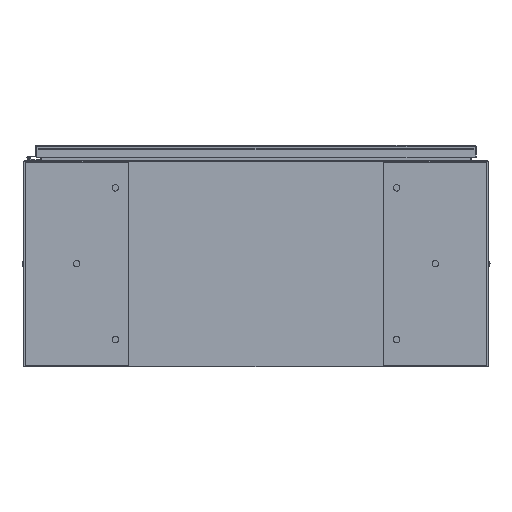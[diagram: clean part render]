
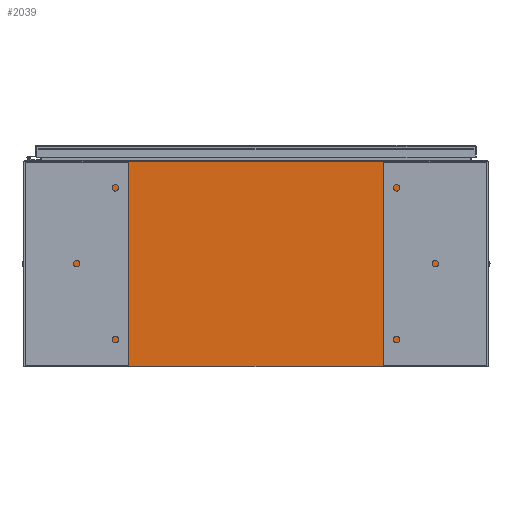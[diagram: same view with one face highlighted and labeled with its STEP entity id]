
A CAD part, front view. The second image highlights one B-rep face of the part: STEP entity #2039.
In plain terms, the highlighted face is planar.
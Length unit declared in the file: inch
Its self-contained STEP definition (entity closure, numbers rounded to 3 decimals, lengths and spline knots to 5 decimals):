
#357 = AXIS2_PLACEMENT_3D ( 'NONE', #69557, #36914, #4103 ) ;
#923 = CIRCLE ( 'NONE', #34056, 0.01867 ) ;
#1770 = VERTEX_POINT ( 'NONE', #59631 ) ;
#2039 = ADVANCED_FACE ( 'NONE', ( #43657 ), #55657, .F. ) ;
#2055 = LINE ( 'NONE', #42984, #13289 ) ;
#3124 = CARTESIAN_POINT ( 'NONE',  ( -17.9253, 0., -7.9253 ) ) ;
#3975 = CARTESIAN_POINT ( 'NONE',  ( 16.65588, 0., 7.87495 ) ) ;
#4103 = DIRECTION ( 'NONE',  ( 0., 0., -1. ) ) ;
#4907 = CARTESIAN_POINT ( 'NONE',  ( 17.9253, 0., 7.9253 ) ) ;
#6369 = ORIENTED_EDGE ( 'NONE', *, *, #70181, .F. ) ;
#6528 = CARTESIAN_POINT ( 'NONE',  ( 16.6372, 0., 7.87495 ) ) ;
#7006 = EDGE_CURVE ( 'NONE', #1770, #25965, #923, .T. ) ;
#7124 = VECTOR ( 'NONE', #10097, 39.37008 ) ;
#7480 = CARTESIAN_POINT ( 'NONE',  ( -16.6372, 0., 7.87495 ) ) ;
#7501 = CIRCLE ( 'NONE', #357, 0.01867 ) ;
#7662 = EDGE_CURVE ( 'NONE', #9552, #10494, #70906, .T. ) ;
#9552 = VERTEX_POINT ( 'NONE', #3124 ) ;
#10063 = VECTOR ( 'NONE', #69550, 39.37008 ) ;
#10097 = DIRECTION ( 'NONE',  ( 0., 0., -1. ) ) ;
#10271 = DIRECTION ( 'NONE',  ( 0., 0., -1. ) ) ;
#10303 = VERTEX_POINT ( 'NONE', #62790 ) ;
#10494 = VERTEX_POINT ( 'NONE', #14097 ) ;
#11839 = VECTOR ( 'NONE', #57252, 39.37008 ) ;
#12726 = VECTOR ( 'NONE', #52649, 39.37008 ) ;
#12915 = VECTOR ( 'NONE', #68823, 39.37008 ) ;
#13289 = VECTOR ( 'NONE', #10271, 39.37008 ) ;
#14045 = ORIENTED_EDGE ( 'NONE', *, *, #56385, .F. ) ;
#14097 = CARTESIAN_POINT ( 'NONE',  ( -17.9253, 0., 7.9253 ) ) ;
#14448 = VERTEX_POINT ( 'NONE', #54485 ) ;
#14847 = VERTEX_POINT ( 'NONE', #7480 ) ;
#16184 = CARTESIAN_POINT ( 'NONE',  ( -16.67455, 0., 7.87495 ) ) ;
#16363 = CARTESIAN_POINT ( 'NONE',  ( -16.67455, 0., 7.9253 ) ) ;
#16424 = VECTOR ( 'NONE', #33766, 39.37008 ) ;
#17778 = EDGE_CURVE ( 'NONE', #21878, #28549, #2055, .T. ) ;
#19569 = EDGE_CURVE ( 'NONE', #28549, #9552, #61665, .T. ) ;
#21702 = LINE ( 'NONE', #48250, #7124 ) ;
#21878 = VERTEX_POINT ( 'NONE', #4907 ) ;
#23083 = DIRECTION ( 'NONE',  ( 1., 0., 0. ) ) ;
#23731 = ORIENTED_EDGE ( 'NONE', *, *, #7662, .T. ) ;
#23777 = EDGE_CURVE ( 'NONE', #24268, #21878, #37885, .T. ) ;
#24268 = VERTEX_POINT ( 'NONE', #36154 ) ;
#25164 = DIRECTION ( 'NONE',  ( 0., 0., -1. ) ) ;
#25320 = DIRECTION ( 'NONE',  ( 0., 0., -1. ) ) ;
#25476 = ORIENTED_EDGE ( 'NONE', *, *, #35764, .F. ) ;
#25524 = CARTESIAN_POINT ( 'NONE',  ( -16.67455, 0., 0. ) ) ;
#25965 = VERTEX_POINT ( 'NONE', #6528 ) ;
#26321 = ORIENTED_EDGE ( 'NONE', *, *, #52775, .T. ) ;
#27010 = EDGE_LOOP ( 'NONE', ( #14045, #57755, #36631, #37741, #6369, #48565, #25476, #27924, #66762, #67677, #23731, #26321 ) ) ;
#27507 = EDGE_CURVE ( 'NONE', #14847, #51488, #7501, .T. ) ;
#27633 = LINE ( 'NONE', #51567, #54843 ) ;
#27924 = ORIENTED_EDGE ( 'NONE', *, *, #23777, .T. ) ;
#28549 = VERTEX_POINT ( 'NONE', #45784 ) ;
#33766 = DIRECTION ( 'NONE',  ( -1., 0., 0. ) ) ;
#34056 = AXIS2_PLACEMENT_3D ( 'NONE', #3975, #37163, #63127 ) ;
#35253 = VECTOR ( 'NONE', #25164, 39.37008 ) ;
#35666 = CARTESIAN_POINT ( 'NONE',  ( 16.6372, 0., 0. ) ) ;
#35764 = EDGE_CURVE ( 'NONE', #24268, #1770, #49659, .T. ) ;
#35903 = DIRECTION ( 'NONE',  ( 0., -1., 0. ) ) ;
#36154 = CARTESIAN_POINT ( 'NONE',  ( 16.67455, 0., 7.9253 ) ) ;
#36631 = ORIENTED_EDGE ( 'NONE', *, *, #55310, .F. ) ;
#36914 = DIRECTION ( 'NONE',  ( 0., 1., 0. ) ) ;
#37163 = DIRECTION ( 'NONE',  ( 0., 1., 0. ) ) ;
#37450 = LINE ( 'NONE', #58516, #10063 ) ;
#37741 = ORIENTED_EDGE ( 'NONE', *, *, #64819, .T. ) ;
#37885 = LINE ( 'NONE', #50652, #50588 ) ;
#42984 = CARTESIAN_POINT ( 'NONE',  ( 17.9253, 0., 7.9253 ) ) ;
#43642 = CARTESIAN_POINT ( 'NONE',  ( -17.9253, 0., 7.9253 ) ) ;
#43657 = FACE_OUTER_BOUND ( 'NONE', #27010, .T. ) ;
#45784 = CARTESIAN_POINT ( 'NONE',  ( 17.9253, 0., -7.9253 ) ) ;
#46816 = CARTESIAN_POINT ( 'NONE',  ( 16.67455, 0., 0. ) ) ;
#47279 = CARTESIAN_POINT ( 'NONE',  ( 0., 0., 0. ) ) ;
#48250 = CARTESIAN_POINT ( 'NONE',  ( -16.6372, 0., 0. ) ) ;
#48565 = ORIENTED_EDGE ( 'NONE', *, *, #7006, .F. ) ;
#49659 = LINE ( 'NONE', #46816, #35253 ) ;
#50328 = CARTESIAN_POINT ( 'NONE',  ( -17.9253, 0., -7.9253 ) ) ;
#50588 = VECTOR ( 'NONE', #23083, 39.37008 ) ;
#50652 = CARTESIAN_POINT ( 'NONE',  ( -17.9253, 0., 7.9253 ) ) ;
#51488 = VERTEX_POINT ( 'NONE', #16184 ) ;
#51567 = CARTESIAN_POINT ( 'NONE',  ( -16.6372, 0., 7.9123 ) ) ;
#52649 = DIRECTION ( 'NONE',  ( 0., 0., 1. ) ) ;
#52775 = EDGE_CURVE ( 'NONE', #10494, #52890, #37450, .T. ) ;
#52890 = VERTEX_POINT ( 'NONE', #16363 ) ;
#53583 = LINE ( 'NONE', #35666, #11839 ) ;
#54485 = CARTESIAN_POINT ( 'NONE',  ( -16.6372, 0., 7.9123 ) ) ;
#54843 = VECTOR ( 'NONE', #57036, 39.37008 ) ;
#55133 = AXIS2_PLACEMENT_3D ( 'NONE', #47279, #35903, #25320 ) ;
#55310 = EDGE_CURVE ( 'NONE', #14448, #14847, #21702, .T. ) ;
#55657 = PLANE ( 'NONE',  #55133 ) ;
#56167 = LINE ( 'NONE', #25524, #12726 ) ;
#56385 = EDGE_CURVE ( 'NONE', #51488, #52890, #56167, .T. ) ;
#57036 = DIRECTION ( 'NONE',  ( 1., 0., 0. ) ) ;
#57252 = DIRECTION ( 'NONE',  ( 0., 0., 1. ) ) ;
#57755 = ORIENTED_EDGE ( 'NONE', *, *, #27507, .F. ) ;
#58516 = CARTESIAN_POINT ( 'NONE',  ( -17.9253, 0., 7.9253 ) ) ;
#59631 = CARTESIAN_POINT ( 'NONE',  ( 16.67455, 0., 7.87495 ) ) ;
#61665 = LINE ( 'NONE', #50328, #16424 ) ;
#62790 = CARTESIAN_POINT ( 'NONE',  ( 16.6372, 0., 7.9123 ) ) ;
#63127 = DIRECTION ( 'NONE',  ( 0., 0., -1. ) ) ;
#64819 = EDGE_CURVE ( 'NONE', #14448, #10303, #27633, .T. ) ;
#66762 = ORIENTED_EDGE ( 'NONE', *, *, #17778, .T. ) ;
#67677 = ORIENTED_EDGE ( 'NONE', *, *, #19569, .T. ) ;
#68823 = DIRECTION ( 'NONE',  ( 0., 0., 1. ) ) ;
#69550 = DIRECTION ( 'NONE',  ( 1., 0., 0. ) ) ;
#69557 = CARTESIAN_POINT ( 'NONE',  ( -16.65588, 0., 7.87495 ) ) ;
#70181 = EDGE_CURVE ( 'NONE', #25965, #10303, #53583, .T. ) ;
#70906 = LINE ( 'NONE', #43642, #12915 ) ;
